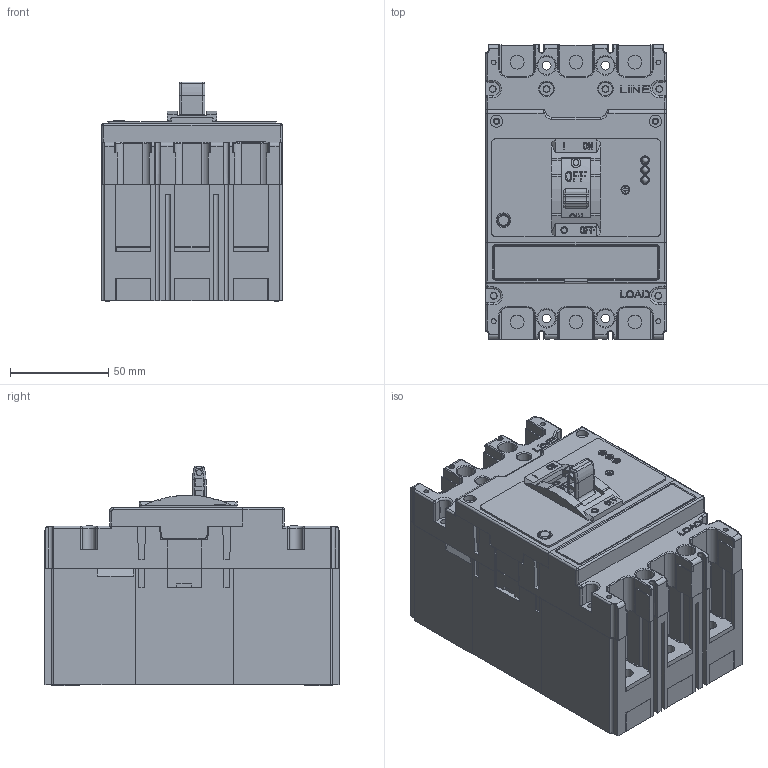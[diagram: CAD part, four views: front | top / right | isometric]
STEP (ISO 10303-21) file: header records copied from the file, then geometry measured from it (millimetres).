
FILE_DESCRIPTION (( 'STEP AP214' ), '1' );
FILE_NAME ('8 HTS3Z-100S,H,R-3P.STEP', '2024-03-15T10:16:02', ( '' ), ( '' ), 'SwSTEP 2.0', 'SolidWorks 2018', '' );
FILE_SCHEMA (( 'AUTOMOTIVE_DESIGN' ));
Length unit declared in the file: millimetre
Products named in the file (1): 8 HTS3Z-100S,H,R-3P
Bounding box: 92 x 150 x 112.16 mm (x, y, z)
Volume: 440055.2 mm3; surface area: 276243.2 mm2
Topology: 34 solids, 34 shells, 2799 faces, 7706 edges, 5057 vertices
Faces by surface type: plane 2077, cylinder 543, torus 80, bspline 69, sphere 17, cone 13
Full cylindrical faces by diameter (mm): 2.4 x2, 2.459 x4, 2.5 x9, 3 x6, 3.013 x6, 3.1 x1, 3.2 x8, 3.3 x1, 3.5 x10, 3.8 x19, 4.3 x3, 4.5 x20, 5 x1, 5.5 x2, 6 x3, 6.2 x2, 6.5 x3, 6.985 x9, 7 x16, 8 x4, 9 x9, 10 x1, 10.985 x6, 14 x6
Entity records: 92141 total; most frequent: CARTESIAN_POINT 19216, ORIENTED_EDGE 14876, DIRECTION 13769, EDGE_CURVE 7438, VECTOR 5809, LINE 5809, VERTEX_POINT 4979, AXIS2_PLACEMENT_3D 3980
